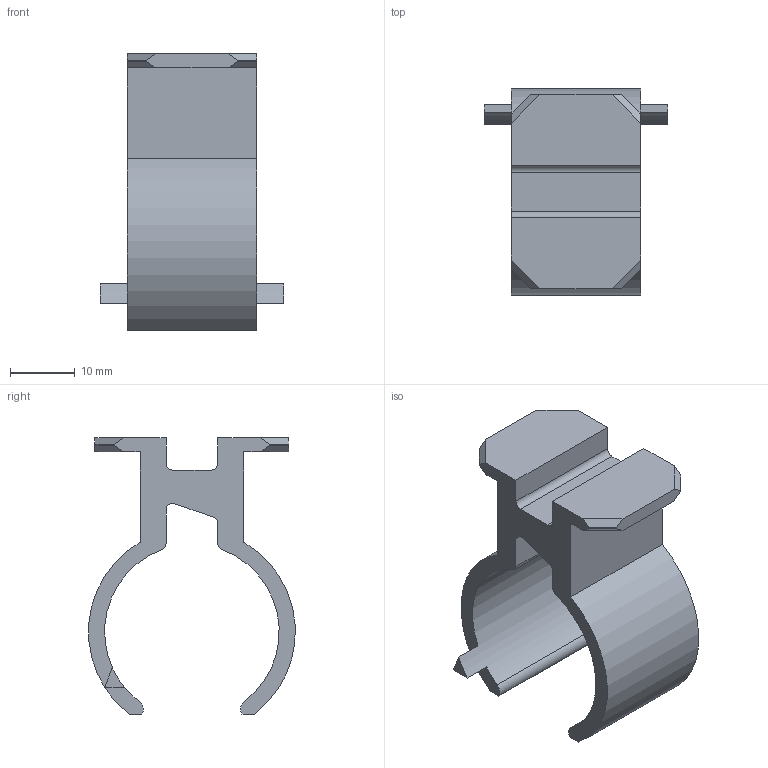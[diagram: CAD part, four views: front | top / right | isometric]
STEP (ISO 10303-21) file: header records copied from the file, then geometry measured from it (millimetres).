
FILE_DESCRIPTION (( 'STEP AP214' ), '1' );
FILE_NAME ('AL-F-120.STEP', '2025-12-26T08:18:49', ( '' ), ( '' ), 'SwSTEP 2.0', 'SolidWorks 2021', '' );
FILE_SCHEMA (( 'AUTOMOTIVE_DESIGN' ));
Length unit declared in the file: millimetre
Products named in the file (1): AL-F-120
Bounding box: 28.4 x 31.92 x 42.76 mm (x, y, z)
Volume: 7397.7 mm3; surface area: 5444.7 mm2
Topology: 1 solids, 1 shells, 51 faces, 143 edges, 94 vertices
Faces by surface type: plane 38, cylinder 13
Entity records: 1671 total; most frequent: CARTESIAN_POINT 289, ORIENTED_EDGE 286, DIRECTION 279, EDGE_CURVE 143, VECTOR 111, LINE 111, VERTEX_POINT 94, AXIS2_PLACEMENT_3D 84
